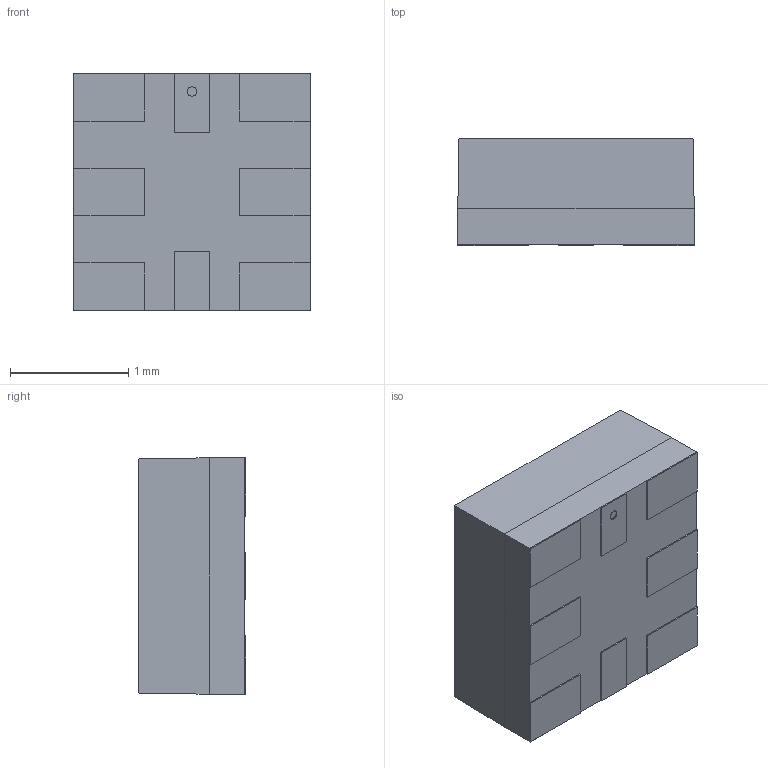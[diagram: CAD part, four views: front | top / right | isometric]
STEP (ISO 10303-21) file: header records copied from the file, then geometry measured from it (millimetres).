
FILE_DESCRIPTION(/* description */ (''),/* implementation_level */ '2;1');
FILE_NAME(/* name */ 'APA102 2020 LED.step',/* time_stamp */ '2017-06-21T09:56:17+10:00',/* author */ (''),/* organization */ (''),/* preprocessor_version */ 'ST-DEVELOPER v16.13',/* originating_system */ 'Autodesk Translation Framework v6.1.1.50',/* authorisation */ '');
FILE_SCHEMA (('AUTOMOTIVE_DESIGN { 1 0 10303 214 3 1 1 }'));
Length unit declared in the file: millimetre
Products named in the file (2): APA102 2020 LED v2; Component1
Assembly tree (1 placements, depth 2):
  APA102 2020 LED v2
    Component1
Bounding box: 2 x 0.91 x 2 mm (x, y, z)
Surface area: 30.1 mm2
Topology: 14 solids, 14 shells, 85 faces, 171 edges, 114 vertices
Faces by surface type: plane 84, cylinder 1
Full cylindrical faces by diameter (mm): 0.08 x1
Entity records: 2255 total; most frequent: CARTESIAN_POINT 373, DIRECTION 350, ORIENTED_EDGE 340, EDGE_CURVE 170, LINE 168, VECTOR 168, VERTEX_POINT 114, AXIS2_PLACEMENT_3D 91
